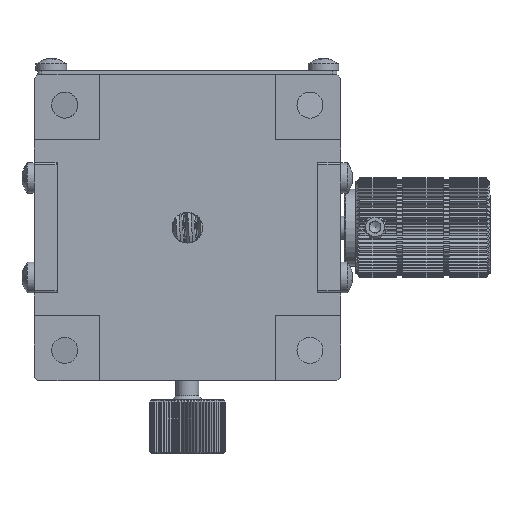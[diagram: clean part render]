
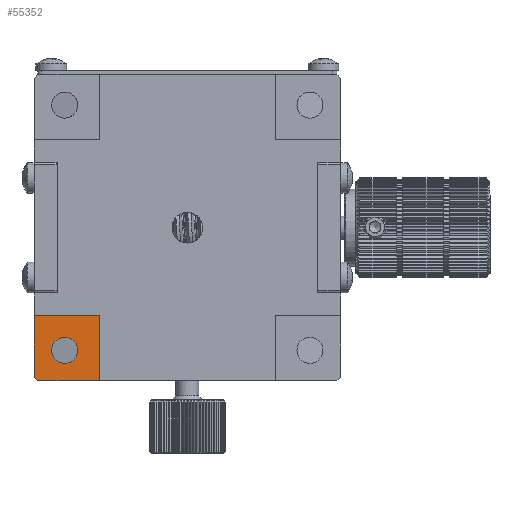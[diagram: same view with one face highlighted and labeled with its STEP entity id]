
A CAD part, front view. The second image highlights one B-rep face of the part: STEP entity #55352.
In plain terms, the highlighted planar face has unit normal (0, -1, 0).
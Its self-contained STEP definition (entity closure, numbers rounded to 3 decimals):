
#1221 = CARTESIAN_POINT ( 'NONE',  ( -53.942, -10.143, 8.533 ) ) ;
#1675 = PLANE ( 'NONE',  #16003 ) ;
#1759 = CARTESIAN_POINT ( 'NONE',  ( -53.942, -10.143, 16.533 ) ) ;
#2453 = VECTOR ( 'NONE', #36330, 1000. ) ;
#3385 = CARTESIAN_POINT ( 'NONE',  ( -53.942, -10.143, 8.033 ) ) ;
#4252 = ORIENTED_EDGE ( 'NONE', *, *, #32293, .F. ) ;
#6018 = DIRECTION ( 'NONE',  ( 0., 0., -1. ) ) ;
#6705 = CARTESIAN_POINT ( 'NONE',  ( -33.942, -10.143, 8.033 ) ) ;
#6934 = CARTESIAN_POINT ( 'NONE',  ( -49.942, -10.143, 13.733 ) ) ;
#7514 = LINE ( 'NONE', #17559, #19004 ) ;
#7635 = VECTOR ( 'NONE', #22126, 1000. ) ;
#11876 = CIRCLE ( 'NONE', #39681, 1.7 ) ;
#12054 = DIRECTION ( 'NONE',  ( 0., -1., 0. ) ) ;
#12706 = EDGE_CURVE ( 'NONE', #52825, #52825, #11876, .T. ) ;
#14819 = VERTEX_POINT ( 'NONE', #33692 ) ;
#15188 = EDGE_CURVE ( 'NONE', #49593, #62752, #41351, .T. ) ;
#16003 = AXIS2_PLACEMENT_3D ( 'NONE', #56908, #12054, #6018 ) ;
#16076 = FACE_OUTER_BOUND ( 'NONE', #44504, .T. ) ;
#16229 = EDGE_LOOP ( 'NONE', ( #28211 ) ) ;
#16449 = LINE ( 'NONE', #6705, #45383 ) ;
#17559 = CARTESIAN_POINT ( 'NONE',  ( -45.442, -10.143, 8.033 ) ) ;
#18066 = DIRECTION ( 'NONE',  ( 0., 0., 1. ) ) ;
#19004 = VECTOR ( 'NONE', #43356, 1000. ) ;
#22126 = DIRECTION ( 'NONE',  ( 0.707, 0., -0.707 ) ) ;
#22487 = VERTEX_POINT ( 'NONE', #1221 ) ;
#26407 = EDGE_CURVE ( 'NONE', #22487, #14819, #27162, .T. ) ;
#26726 = ORIENTED_EDGE ( 'NONE', *, *, #15188, .F. ) ;
#27162 = LINE ( 'NONE', #47554, #7635 ) ;
#28211 = ORIENTED_EDGE ( 'NONE', *, *, #12706, .T. ) ;
#32293 = EDGE_CURVE ( 'NONE', #62752, #44424, #7514, .T. ) ;
#33692 = CARTESIAN_POINT ( 'NONE',  ( -53.442, -10.143, 8.033 ) ) ;
#35344 = EDGE_CURVE ( 'NONE', #14819, #44424, #16449, .T. ) ;
#36330 = DIRECTION ( 'NONE',  ( 1., 0., 0. ) ) ;
#36529 = FACE_BOUND ( 'NONE', #16229, .T. ) ;
#39681 = AXIS2_PLACEMENT_3D ( 'NONE', #43545, #49545, #18066 ) ;
#41351 = LINE ( 'NONE', #52343, #2453 ) ;
#43356 = DIRECTION ( 'NONE',  ( 0., 0., -1. ) ) ;
#43545 = CARTESIAN_POINT ( 'NONE',  ( -49.942, -10.143, 12.033 ) ) ;
#43839 = ORIENTED_EDGE ( 'NONE', *, *, #35344, .T. ) ;
#44424 = VERTEX_POINT ( 'NONE', #52840 ) ;
#44504 = EDGE_LOOP ( 'NONE', ( #4252, #26726, #62066, #54410, #43839 ) ) ;
#45383 = VECTOR ( 'NONE', #62306, 1000. ) ;
#46466 = CARTESIAN_POINT ( 'NONE',  ( -45.442, -10.143, 16.533 ) ) ;
#47554 = CARTESIAN_POINT ( 'NONE',  ( -53.942, -10.143, 8.533 ) ) ;
#49251 = LINE ( 'NONE', #3385, #57661 ) ;
#49545 = DIRECTION ( 'NONE',  ( 0., 1., 0. ) ) ;
#49593 = VERTEX_POINT ( 'NONE', #1759 ) ;
#52343 = CARTESIAN_POINT ( 'NONE',  ( -53.942, -10.143, 16.533 ) ) ;
#52825 = VERTEX_POINT ( 'NONE', #6934 ) ;
#52840 = CARTESIAN_POINT ( 'NONE',  ( -45.442, -10.143, 8.033 ) ) ;
#54410 = ORIENTED_EDGE ( 'NONE', *, *, #26407, .T. ) ;
#55200 = EDGE_CURVE ( 'NONE', #22487, #49593, #49251, .T. ) ;
#55352 = ADVANCED_FACE ( 'NONE', ( #16076, #36529 ), #1675, .T. ) ;
#56908 = CARTESIAN_POINT ( 'NONE',  ( -13.942, -10.143, 8.033 ) ) ;
#57661 = VECTOR ( 'NONE', #64679, 1000. ) ;
#62066 = ORIENTED_EDGE ( 'NONE', *, *, #55200, .F. ) ;
#62306 = DIRECTION ( 'NONE',  ( 1., 0., 0. ) ) ;
#62752 = VERTEX_POINT ( 'NONE', #46466 ) ;
#64679 = DIRECTION ( 'NONE',  ( 0., 0., 1. ) ) ;
